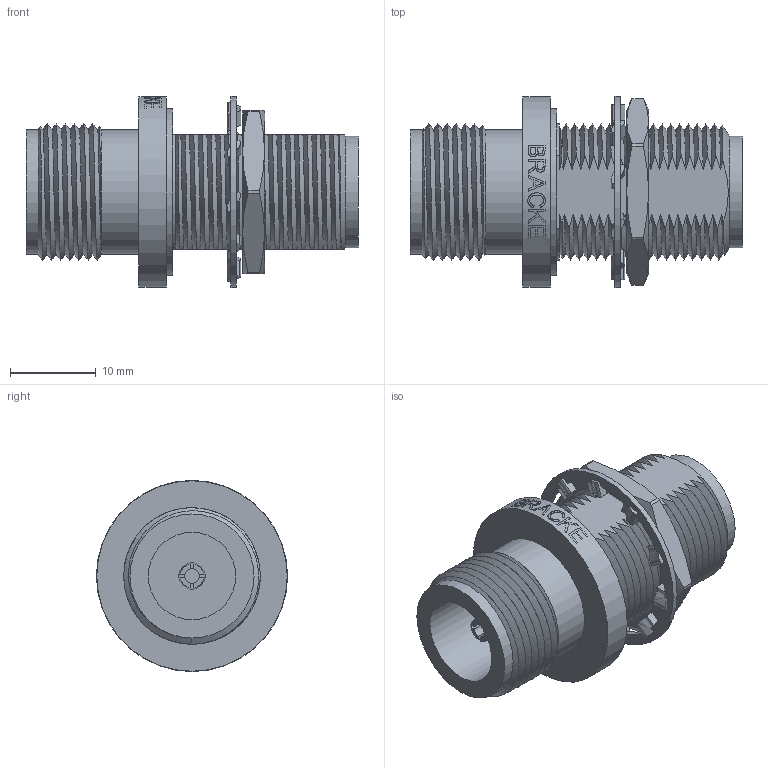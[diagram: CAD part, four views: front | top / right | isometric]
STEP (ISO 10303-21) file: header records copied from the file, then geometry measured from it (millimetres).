
FILE_DESCRIPTION(/* description */ (''),/* implementation_level */ '2;1');
FILE_NAME(/* name */ 'BM51031.step',/* time_stamp */ '2024-07-12T08:40:59-07:00',/* author */ (''),/* organization */ (''),/* preprocessor_version */ 'ST-DEVELOPER v20',/* originating_system */ 'Autodesk Translation Framework v13.14.0.145',/* authorisation */ '');
FILE_SCHEMA (('AUTOMOTIVE_DESIGN { 1 0 10303 214 3 1 1 }'));
Length unit declared in the file: inch
Products named in the file (1): (Unsaved)
Bounding box: 38.61 x 22.23 x 22.23 mm (x, y, z)
Volume: 6130.9 mm3; surface area: 6736.4 mm2
Topology: 8 solids, 8 shells, 539 faces, 1511 edges, 999 vertices
Faces by surface type: plane 358, bspline 100, cylinder 54, cone 27
Full cylindrical faces by diameter (mm): 1.73 x2, 10.16 x2, 13.018 x1, 14.427 x2, 15.875 x1, 15.951 x1, 16.642 x1, 19.409 x1, 19.511 x1, 22.149 x1, 22.225 x1
Entity records: 25041 total; most frequent: CARTESIAN_POINT 11607, ORIENTED_EDGE 3022, DIRECTION 2594, EDGE_CURVE 1511, AXIS2_PLACEMENT_3D 1016, VERTEX_POINT 999, LINE 562, VECTOR 562
